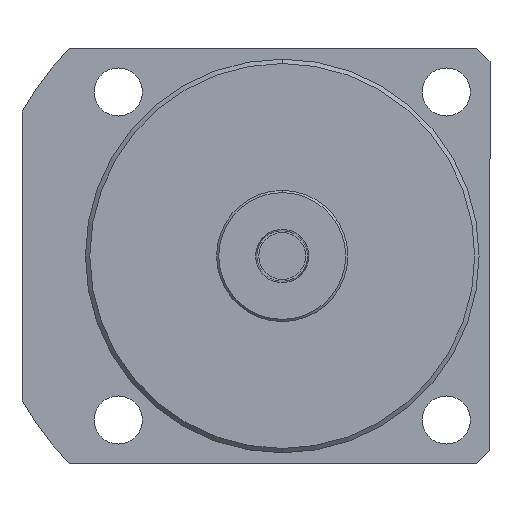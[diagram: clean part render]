
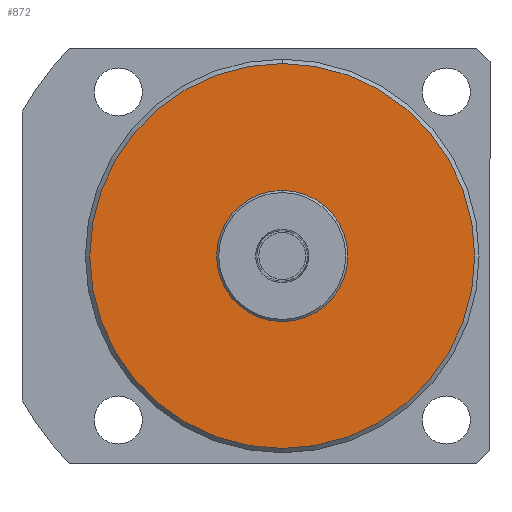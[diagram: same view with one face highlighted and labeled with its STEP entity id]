
A CAD part, front view. The second image highlights one B-rep face of the part: STEP entity #872.
In plain terms, the highlighted planar face has unit normal (0, -1, 0).
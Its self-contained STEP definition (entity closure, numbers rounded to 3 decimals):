
#45 = ORIENTED_EDGE ( 'NONE', *, *, #1154, .F. ) ;
#71 = EDGE_LOOP ( 'NONE', ( #245, #158 ) ) ;
#158 = ORIENTED_EDGE ( 'NONE', *, *, #1170, .T. ) ;
#233 = ORIENTED_EDGE ( 'NONE', *, *, #1196, .F. ) ;
#245 = ORIENTED_EDGE ( 'NONE', *, *, #1185, .T. ) ;
#329 = CARTESIAN_POINT ( 'NONE',  ( 0., 0., -15. ) ) ;
#336 = CARTESIAN_POINT ( 'NONE',  ( 0., 0., 15. ) ) ;
#649 = CARTESIAN_POINT ( 'NONE',  ( 0., 0., 44. ) ) ;
#659 = CARTESIAN_POINT ( 'NONE',  ( 0., 0., -44. ) ) ;
#831 = VERTEX_POINT ( 'NONE', #659 ) ;
#847 = VERTEX_POINT ( 'NONE', #649 ) ;
#872 = ADVANCED_FACE ( 'NONE', ( #984, #981 ), #1052, .F. ) ;
#949 = VERTEX_POINT ( 'NONE', #329 ) ;
#958 = VERTEX_POINT ( 'NONE', #336 ) ;
#981 = FACE_BOUND ( 'NONE', #1272, .T. ) ;
#984 = FACE_OUTER_BOUND ( 'NONE', #71, .T. ) ;
#1051 = DIRECTION ( 'NONE',  ( 0., 0., 1. ) ) ;
#1052 = PLANE ( 'NONE',  #1250 ) ;
#1058 = CARTESIAN_POINT ( 'NONE',  ( 0., 0., 0. ) ) ;
#1059 = DIRECTION ( 'NONE',  ( 0., 1., 0. ) ) ;
#1154 = EDGE_CURVE ( 'NONE', #949, #958, #1985, .T. ) ;
#1170 = EDGE_CURVE ( 'NONE', #831, #847, #2001, .T. ) ;
#1185 = EDGE_CURVE ( 'NONE', #847, #831, #2021, .T. ) ;
#1196 = EDGE_CURVE ( 'NONE', #958, #949, #2028, .T. ) ;
#1250 = AXIS2_PLACEMENT_3D ( 'NONE', #1058, #1059, #1051 ) ;
#1272 = EDGE_LOOP ( 'NONE', ( #233, #45 ) ) ;
#1824 = CARTESIAN_POINT ( 'NONE',  ( 0., 0., 0. ) ) ;
#1825 = DIRECTION ( 'NONE',  ( 0., -1., 0. ) ) ;
#1826 = DIRECTION ( 'NONE',  ( 0., 0., 1. ) ) ;
#1860 = CARTESIAN_POINT ( 'NONE',  ( 0., 0., 0. ) ) ;
#1861 = DIRECTION ( 'NONE',  ( 0., -1., 0. ) ) ;
#1862 = DIRECTION ( 'NONE',  ( 0., 0., 1. ) ) ;
#1902 = CARTESIAN_POINT ( 'NONE',  ( 0., 0., 0. ) ) ;
#1903 = DIRECTION ( 'NONE',  ( 0., -1., 0. ) ) ;
#1904 = DIRECTION ( 'NONE',  ( 0., 0., 1. ) ) ;
#1935 = CARTESIAN_POINT ( 'NONE',  ( 0., 0., 0. ) ) ;
#1936 = DIRECTION ( 'NONE',  ( 0., -1., 0. ) ) ;
#1937 = DIRECTION ( 'NONE',  ( 0., 0., 1. ) ) ;
#1985 = CIRCLE ( 'NONE', #2262, 15. ) ;
#2001 = CIRCLE ( 'NONE', #2269, 44. ) ;
#2021 = CIRCLE ( 'NONE', #2279, 44. ) ;
#2028 = CIRCLE ( 'NONE', #2282, 15. ) ;
#2262 = AXIS2_PLACEMENT_3D ( 'NONE', #1824, #1825, #1826 ) ;
#2269 = AXIS2_PLACEMENT_3D ( 'NONE', #1860, #1861, #1862 ) ;
#2279 = AXIS2_PLACEMENT_3D ( 'NONE', #1902, #1903, #1904 ) ;
#2282 = AXIS2_PLACEMENT_3D ( 'NONE', #1935, #1936, #1937 ) ;
